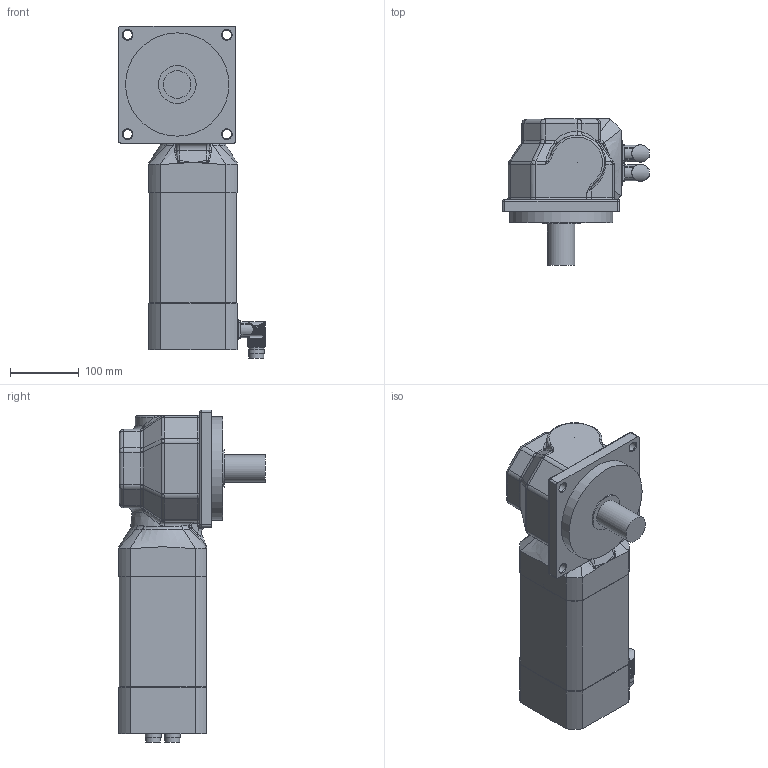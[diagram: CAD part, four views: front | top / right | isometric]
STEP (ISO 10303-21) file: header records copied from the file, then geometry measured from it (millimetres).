
FILE_DESCRIPTION(/* description */ (''),/* implementation_level */ '2;1');
FILE_NAME(/* name */ 'KSG5616D_R4_DED115',/* time_stamp */ '2009-02-12T10:00:54+01:00',/* author */ (''),/* organization */ (''),/* preprocessor_version */ 'ST-DEVELOPER v8',/* originating_system */ 'UNIGRAPHICS SOLUTIONS - UNIGRAPHICS 18.0',/* authorisation */ '');
FILE_SCHEMA (('AUTOMOTIVE_DESIGN { 1 2 10303 214 0 1 1 1 }'));
Products named in the file (3): Getrieberumpf_SG56_0; Winkelflanschdose_0; KSG564D_R4_DED115_0
Assembly tree (3 placements, depth 2):
  KSG564D_R4_DED115_0
    Winkelflanschdose_0  x2
    Getrieberumpf_SG56_0
Bounding box: 212.99 x 213 x 482.15 mm (x, y, z)
Volume: 5375066.3 mm3; surface area: 460574 mm2
Topology: 4 solids, 12 shells, 1048 faces, 2649 edges, 1621 vertices
Faces by surface type: cylinder 535, bspline 192, plane 181, torus 54, cone 52, sphere 34
Full cylindrical faces by diameter (mm): 0.092 x1, 6.8 x12, 9 x1, 13.5 x4, 16 x2, 20 x1, 21 x2, 21.5 x2, 23 x4, 40 x1, 55 x1, 60 x2, 62 x1, 68 x2, 68.001 x2, 69.5 x1, 73 x1, 78 x1, 80 x1, 111 x1, 120 x2, 125 x1, 150 x1
Entity records: 89819 total; most frequent: CARTESIAN_POINT 71178, ORIENTED_EDGE 4026, DIRECTION 3419, EDGE_CURVE 2013, AXIS2_PLACEMENT_3D 1420, VERTEX_POINT 1275, EDGE_LOOP 1006, ADVANCED_FACE 884
